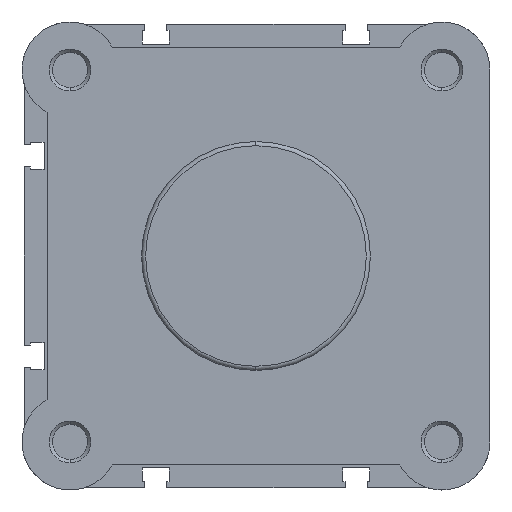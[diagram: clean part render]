
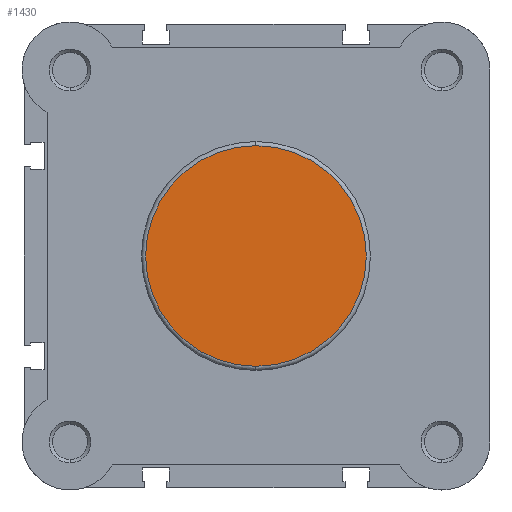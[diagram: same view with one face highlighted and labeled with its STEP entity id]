
A CAD part, left-side view. The second image highlights one B-rep face of the part: STEP entity #1430.
In plain terms, the highlighted planar face has unit normal (-1, 0, 0).
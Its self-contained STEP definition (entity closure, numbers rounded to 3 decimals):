
#620 = ORIENTED_EDGE ( 'NONE', *, *, #2061, .T. ) ;
#621 = ORIENTED_EDGE ( 'NONE', *, *, #2012, .T. ) ;
#1101 = EDGE_LOOP ( 'NONE', ( #621, #620 ) ) ;
#1430 = ADVANCED_FACE ( 'NONE', ( #1602 ), #6113, .F. ) ;
#1602 = FACE_OUTER_BOUND ( 'NONE', #1101, .T. ) ;
#2012 = EDGE_CURVE ( 'NONE', #4851, #4866, #4308, .T. ) ;
#2061 = EDGE_CURVE ( 'NONE', #4866, #4851, #4382, .T. ) ;
#2146 = AXIS2_PLACEMENT_3D ( 'NONE', #6278, #6179, #6276 ) ;
#2426 = AXIS2_PLACEMENT_3D ( 'NONE', #3531, #3538, #3539 ) ;
#2452 = AXIS2_PLACEMENT_3D ( 'NONE', #3661, #3662, #3663 ) ;
#3531 = CARTESIAN_POINT ( 'NONE',  ( 0., 0., 0. ) ) ;
#3538 = DIRECTION ( 'NONE',  ( -1., 0., 0. ) ) ;
#3539 = DIRECTION ( 'NONE',  ( 0., 0., -1. ) ) ;
#3661 = CARTESIAN_POINT ( 'NONE',  ( 0., 0., 0. ) ) ;
#3662 = DIRECTION ( 'NONE',  ( -1., 0., 0. ) ) ;
#3663 = DIRECTION ( 'NONE',  ( 0., 0., -1. ) ) ;
#4308 = CIRCLE ( 'NONE', #2426, 26.4 ) ;
#4382 = CIRCLE ( 'NONE', #2452, 26.4 ) ;
#4851 = VERTEX_POINT ( 'NONE', #4999 ) ;
#4866 = VERTEX_POINT ( 'NONE', #5014 ) ;
#4999 = CARTESIAN_POINT ( 'NONE',  ( 0., 0., -26.4 ) ) ;
#5014 = CARTESIAN_POINT ( 'NONE',  ( 0., 0., 26.4 ) ) ;
#6113 = PLANE ( 'NONE',  #2146 ) ;
#6179 = DIRECTION ( 'NONE',  ( 1., 0., 0. ) ) ;
#6276 = DIRECTION ( 'NONE',  ( 0., 0., -1. ) ) ;
#6278 = CARTESIAN_POINT ( 'NONE',  ( 0., 27.4, 0. ) ) ;
